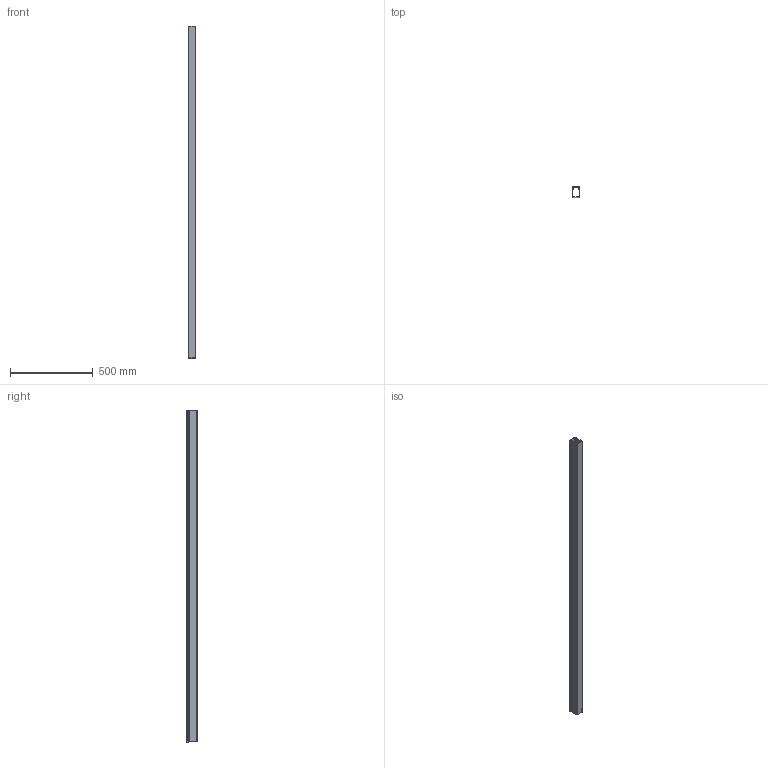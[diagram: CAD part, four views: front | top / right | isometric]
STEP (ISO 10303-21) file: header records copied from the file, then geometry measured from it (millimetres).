
FILE_DESCRIPTION (( 'STEP AP214' ), '1' );
FILE_NAME ('6178205.stp', '2016-08-03T14:25:39', ( '' ), ( '' ), 'SwSTEP 2.0', 'SolidWorks 2014', '' );
FILE_SCHEMA (( 'AUTOMOTIVE_DESIGN' ));
Length unit declared in the file: millimetre
Products named in the file (3): Unterteil; Oberteil; 6178205
Assembly tree (2 placements, depth 2):
  6178205
    Oberteil
    Unterteil
Bounding box: 46.4 x 63.4 x 2002 mm (x, y, z)
Volume: 880549.5 mm3; surface area: 987770.1 mm2
Topology: 2 solids, 2 shells, 80 faces, 232 edges, 156 vertices
Faces by surface type: plane 46, cylinder 34
Entity records: 3581 total; most frequent: CARTESIAN_POINT 473, DIRECTION 471, ORIENTED_EDGE 464, EDGE_CURVE 232, LINE 163, VECTOR 163, VERTEX_POINT 156, AXIS2_PLACEMENT_3D 154
